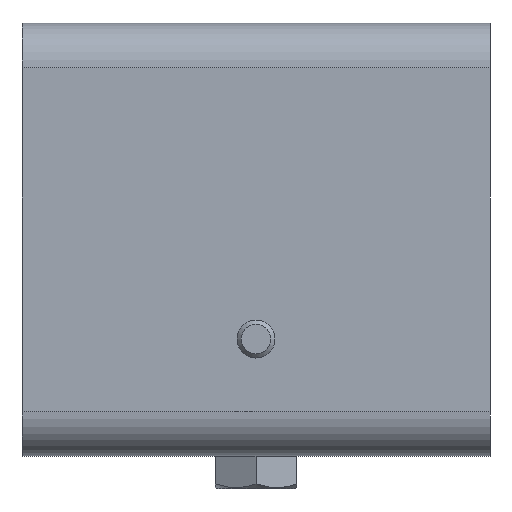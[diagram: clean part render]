
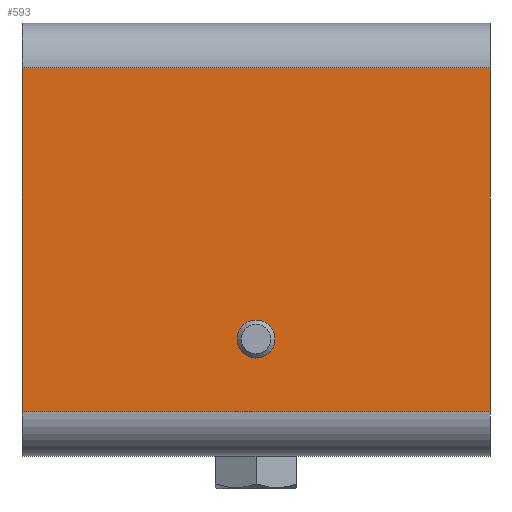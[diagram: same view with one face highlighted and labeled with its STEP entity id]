
A CAD part, front view. The second image highlights one B-rep face of the part: STEP entity #593.
In plain terms, the highlighted planar face has unit normal (0, -1, 0).
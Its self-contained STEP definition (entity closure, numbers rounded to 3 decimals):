
#593=ADVANCED_FACE('',(#1227,#1229),#1231,.F.);
#1227=FACE_BOUND('',#1228,.T.);
#1228=EDGE_LOOP('',(#1679,#1680,#1681,#1682));
#1229=FACE_BOUND('',#1230,.T.);
#1230=EDGE_LOOP('',(#1683));
#1231=PLANE('',#1232);
#1232=AXIS2_PLACEMENT_3D('',#1233,#1234,#1235);
#1233=CARTESIAN_POINT('',(0.,-3.8,0.658));
#1234=DIRECTION('',(0.,1.,0.));
#1235=DIRECTION('',(1.,0.,0.));
#1679=ORIENTED_EDGE('',*,*,#1907,.T.);
#1680=ORIENTED_EDGE('',*,*,#1908,.F.);
#1681=ORIENTED_EDGE('',*,*,#1885,.T.);
#1682=ORIENTED_EDGE('',*,*,#1909,.F.);
#1683=ORIENTED_EDGE('',*,*,#1910,.T.);
#1885=EDGE_CURVE('',#2151,#2152,#2153,.T.);
#1907=EDGE_CURVE('',#2185,#2186,#2187,.T.);
#1908=EDGE_CURVE('',#2151,#2186,#2188,.T.);
#1909=EDGE_CURVE('',#2185,#2152,#2189,.T.);
#1910=EDGE_CURVE('',#2190,#2190,#2191,.F.);
#2151=VERTEX_POINT('',#2928);
#2152=VERTEX_POINT('',#2929);
#2153=LINE('',#2930,#2931);
#2185=VERTEX_POINT('',#3209);
#2186=VERTEX_POINT('',#3210);
#2187=LINE('',#3211,#3212);
#2188=LINE('',#3214,#3215);
#2189=LINE('',#3217,#3218);
#2190=VERTEX_POINT('',#3220);
#2191=CIRCLE('',#3221,1.621);
#2928=CARTESIAN_POINT('',(0.,-3.8,3.8));
#2929=CARTESIAN_POINT('',(40.,-3.8,3.8));
#2930=CARTESIAN_POINT('',(0.,-3.8,3.8));
#2931=VECTOR('',#2932,1.);
#2932=DIRECTION('',(1.,0.,0.));
#3209=CARTESIAN_POINT('',(40.,-3.8,33.2));
#3210=CARTESIAN_POINT('',(0.,-3.8,33.2));
#3211=CARTESIAN_POINT('',(40.,-3.8,33.2));
#3212=VECTOR('',#3213,1.);
#3213=DIRECTION('',(-1.,0.,0.));
#3214=CARTESIAN_POINT('',(0.,-3.8,3.8));
#3215=VECTOR('',#3216,1.);
#3216=DIRECTION('',(0.,0.,1.));
#3217=CARTESIAN_POINT('',(40.,-3.8,33.2));
#3218=VECTOR('',#3219,1.);
#3219=DIRECTION('',(0.,0.,-1.));
#3220=CARTESIAN_POINT('',(21.621,-3.8,10.));
#3221=AXIS2_PLACEMENT_3D('',#3222,#3223,#3224);
#3222=CARTESIAN_POINT('',(20.,-3.8,10.));
#3223=DIRECTION('',(0.,-1.,0.));
#3224=DIRECTION('',(1.,0.,0.));
